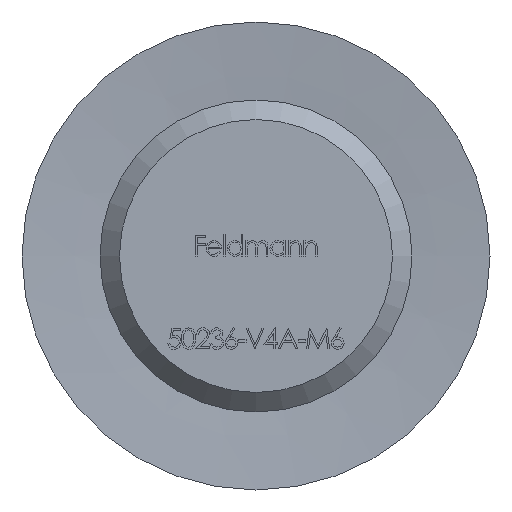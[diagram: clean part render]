
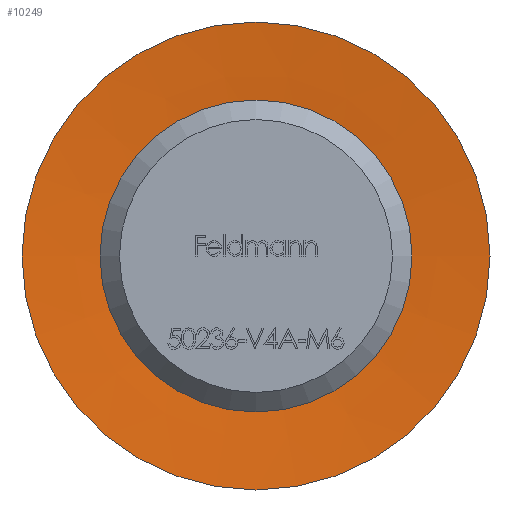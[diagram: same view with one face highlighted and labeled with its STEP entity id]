
A CAD part, front view. The second image highlights one B-rep face of the part: STEP entity #10249.
In plain terms, the highlighted conical face has half-angle 85 degrees and reference radius 3.32 mm.
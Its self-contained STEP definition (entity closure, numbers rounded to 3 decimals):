
#525 = VERTEX_POINT ( 'NONE', #11099 ) ;
#1006 = AXIS2_PLACEMENT_3D ( 'NONE', #13216, #8873, #4717 ) ;
#2381 = CONICAL_SURFACE ( 'NONE', #6807, 3.32, 1.484 ) ;
#2388 = AXIS2_PLACEMENT_3D ( 'NONE', #8042, #4821, #2778 ) ;
#2778 = DIRECTION ( 'NONE',  ( 1., 0., 0. ) ) ;
#3222 = ORIENTED_EDGE ( 'NONE', *, *, #4566, .T. ) ;
#4226 = EDGE_CURVE ( 'NONE', #525, #525, #12017, .T. ) ;
#4566 = EDGE_CURVE ( 'NONE', #4647, #4647, #9782, .T. ) ;
#4647 = VERTEX_POINT ( 'NONE', #8045 ) ;
#4717 = DIRECTION ( 'NONE',  ( 1., 0., 0. ) ) ;
#4821 = DIRECTION ( 'NONE',  ( 0., -1., 0. ) ) ;
#6491 = DIRECTION ( 'NONE',  ( 0., -1., 0. ) ) ;
#6807 = AXIS2_PLACEMENT_3D ( 'NONE', #12834, #6491, #7878 ) ;
#7878 = DIRECTION ( 'NONE',  ( 1., 0., 0. ) ) ;
#8013 = EDGE_LOOP ( 'NONE', ( #8354 ) ) ;
#8042 = CARTESIAN_POINT ( 'NONE',  ( 0., 0.234, 0. ) ) ;
#8045 = CARTESIAN_POINT ( 'NONE',  ( 6., 0., 0. ) ) ;
#8354 = ORIENTED_EDGE ( 'NONE', *, *, #4226, .F. ) ;
#8873 = DIRECTION ( 'NONE',  ( 0., -1., 0. ) ) ;
#9586 = EDGE_LOOP ( 'NONE', ( #3222 ) ) ;
#9782 = CIRCLE ( 'NONE', #1006, 6. ) ;
#10249 = ADVANCED_FACE ( 'NONE', ( #10974, #13150 ), #2381, .F. ) ;
#10974 = FACE_OUTER_BOUND ( 'NONE', #9586, .T. ) ;
#11099 = CARTESIAN_POINT ( 'NONE',  ( 3.32, 0.234, 0. ) ) ;
#12017 = CIRCLE ( 'NONE', #2388, 3.32 ) ;
#12834 = CARTESIAN_POINT ( 'NONE',  ( 0., 0.234, 0. ) ) ;
#13150 = FACE_BOUND ( 'NONE', #8013, .T. ) ;
#13216 = CARTESIAN_POINT ( 'NONE',  ( 0., 0., 0. ) ) ;
